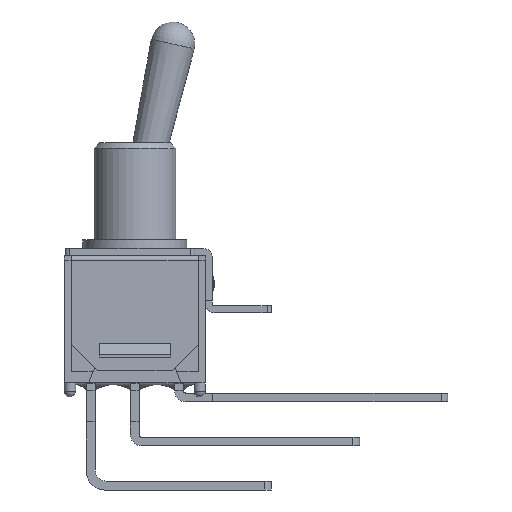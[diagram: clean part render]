
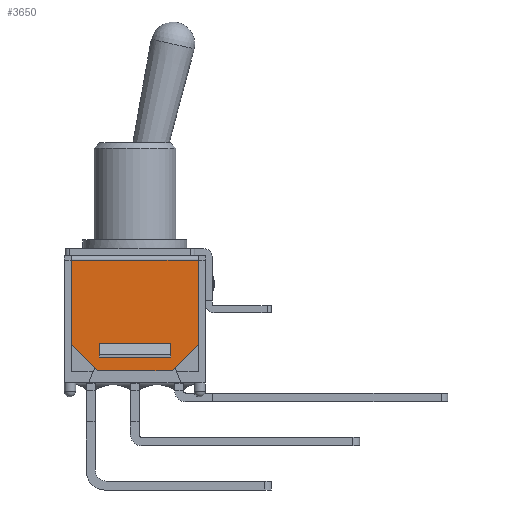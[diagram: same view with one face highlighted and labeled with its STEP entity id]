
A CAD part, front view. The second image highlights one B-rep face of the part: STEP entity #3650.
In plain terms, the highlighted planar face has unit normal (0, -1, 0).
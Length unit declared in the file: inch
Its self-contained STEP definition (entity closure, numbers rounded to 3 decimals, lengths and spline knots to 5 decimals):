
#105=PLANE('',#3945);
#215=FACE_BOUND('',#555,.T.);
#352=FACE_OUTER_BOUND('',#554,.T.);
#554=EDGE_LOOP('',(#3111,#3112,#3113,#3114,#3115,#3116));
#555=EDGE_LOOP('',(#3117,#3118,#3119,#3120,#3121,#3122));
#859=LINE('',#5852,#1284);
#894=LINE('',#5930,#1319);
#895=LINE('',#5933,#1320);
#896=LINE('',#5935,#1321);
#897=LINE('',#5937,#1322);
#898=LINE('',#5939,#1323);
#899=LINE('',#5940,#1324);
#900=LINE('',#5943,#1325);
#901=LINE('',#5945,#1326);
#902=LINE('',#5946,#1327);
#903=LINE('',#5948,#1328);
#904=LINE('',#5949,#1329);
#1284=VECTOR('',#4638,0.3937);
#1319=VECTOR('',#4703,0.3937);
#1320=VECTOR('',#4706,0.3937);
#1321=VECTOR('',#4707,0.3937);
#1322=VECTOR('',#4708,0.3937);
#1323=VECTOR('',#4709,0.3937);
#1324=VECTOR('',#4710,0.3937);
#1325=VECTOR('',#4711,0.3937);
#1326=VECTOR('',#4712,0.3937);
#1327=VECTOR('',#4713,0.3937);
#1328=VECTOR('',#4714,0.3937);
#1329=VECTOR('',#4715,0.3937);
#1788=VERTEX_POINT('',#5848);
#1790=VERTEX_POINT('',#5851);
#1817=VERTEX_POINT('',#5926);
#1818=VERTEX_POINT('',#5928);
#1819=VERTEX_POINT('',#5932);
#1820=VERTEX_POINT('',#5934);
#1821=VERTEX_POINT('',#5936);
#1822=VERTEX_POINT('',#5938);
#1823=VERTEX_POINT('',#5941);
#1824=VERTEX_POINT('',#5942);
#1825=VERTEX_POINT('',#5944);
#1826=VERTEX_POINT('',#5947);
#2237=EDGE_CURVE('',#1790,#1788,#859,.T.);
#2276=EDGE_CURVE('',#1818,#1817,#894,.T.);
#2277=EDGE_CURVE('',#1818,#1819,#895,.T.);
#2278=EDGE_CURVE('',#1819,#1820,#896,.T.);
#2279=EDGE_CURVE('',#1821,#1820,#897,.T.);
#2280=EDGE_CURVE('',#1821,#1822,#898,.T.);
#2281=EDGE_CURVE('',#1822,#1817,#899,.T.);
#2282=EDGE_CURVE('',#1823,#1824,#900,.T.);
#2283=EDGE_CURVE('',#1823,#1825,#901,.T.);
#2284=EDGE_CURVE('',#1825,#1790,#902,.T.);
#2285=EDGE_CURVE('',#1826,#1788,#903,.T.);
#2286=EDGE_CURVE('',#1824,#1826,#904,.T.);
#3111=ORIENTED_EDGE('',*,*,#2276,.F.);
#3112=ORIENTED_EDGE('',*,*,#2277,.T.);
#3113=ORIENTED_EDGE('',*,*,#2278,.T.);
#3114=ORIENTED_EDGE('',*,*,#2279,.F.);
#3115=ORIENTED_EDGE('',*,*,#2280,.T.);
#3116=ORIENTED_EDGE('',*,*,#2281,.T.);
#3117=ORIENTED_EDGE('',*,*,#2282,.F.);
#3118=ORIENTED_EDGE('',*,*,#2283,.T.);
#3119=ORIENTED_EDGE('',*,*,#2284,.T.);
#3120=ORIENTED_EDGE('',*,*,#2237,.T.);
#3121=ORIENTED_EDGE('',*,*,#2285,.F.);
#3122=ORIENTED_EDGE('',*,*,#2286,.F.);
#3650=ADVANCED_FACE('',(#352,#215),#105,.T.);
#3945=AXIS2_PLACEMENT_3D('',#5931,#4704,#4705);
#4638=DIRECTION('',(0.,0.,-1.));
#4703=DIRECTION('',(1.,0.,0.));
#4704=DIRECTION('center_axis',(0.,-1.,0.));
#4705=DIRECTION('ref_axis',(0.,0.,
-1.));
#4706=DIRECTION('',(0.,0.,-1.));
#4707=DIRECTION('',(0.707,0.,-0.707));
#4708=DIRECTION('',(-1.,0.,0.));
#4709=DIRECTION('',(0.707,0.,0.707));
#4710=DIRECTION('',(0.,0.,1.));
#4711=DIRECTION('',(0.,0.,-1.));
#4712=DIRECTION('',(0.,0.,1.));
#4713=DIRECTION('',(1.,0.,0.));
#4714=DIRECTION('',(0.,0.,1.));
#4715=DIRECTION('',(1.,0.,0.));
#5848=CARTESIAN_POINT('',(0.0813,-0.1,0.06443));
#5851=CARTESIAN_POINT('',(0.0813,-0.1,0.08976));
#5852=CARTESIAN_POINT('',(0.0813,-0.1,0.04291));
#5926=CARTESIAN_POINT('',(0.1437,-0.1,0.27874));
#5928=CARTESIAN_POINT('',(-0.1437,-0.1,0.27874));
#5930=CARTESIAN_POINT('',(0.08002,-0.1,0.27874));
#5931=CARTESIAN_POINT('Origin',(0.16004,-0.1,0.02756));
#5932=CARTESIAN_POINT('',(-0.1437,-0.1,0.08661));
#5933=CARTESIAN_POINT('',(-0.1437,-0.1,0.05709));
#5934=CARTESIAN_POINT('',(-0.08465,-0.1,0.02756));
#5935=CARTESIAN_POINT('',(-0.02347,-0.1,-0.03361));
#5936=CARTESIAN_POINT('',(0.08465,-0.1,0.02756));
#5937=CARTESIAN_POINT('',(0.16004,-0.1,0.02756));
#5938=CARTESIAN_POINT('',(0.1437,-0.1,0.08661));
#5939=CARTESIAN_POINT('',(0.13302,-0.1,0.07594));
#5940=CARTESIAN_POINT('',(0.1437,-0.1,0.15315));
#5941=CARTESIAN_POINT('',(-0.0813,-0.1,0.06443));
#5942=CARTESIAN_POINT('',(-0.0813,-0.1,0.05827));
#5943=CARTESIAN_POINT('',(-0.0813,-0.1,0.04488));
#5944=CARTESIAN_POINT('',(-0.0813,-0.1,0.08976));
#5945=CARTESIAN_POINT('',(-0.0813,-0.1,0.05866));
#5946=CARTESIAN_POINT('',(0.12067,-0.1,0.08976));
#5947=CARTESIAN_POINT('',(0.0813,-0.1,0.05827));
#5948=CARTESIAN_POINT('',(0.0813,-0.1,0.02913));
#5949=CARTESIAN_POINT('',(0.03937,-0.1,0.05827));
